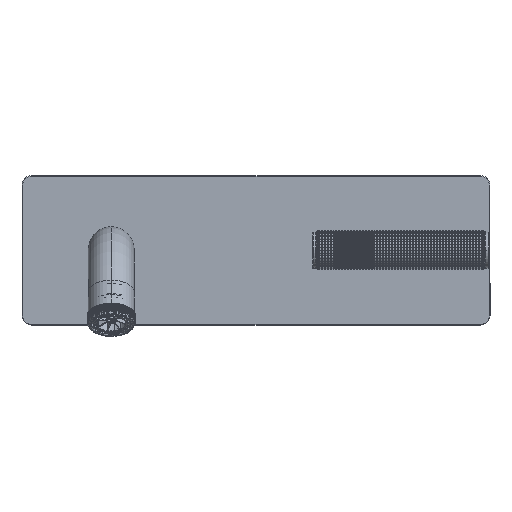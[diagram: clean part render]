
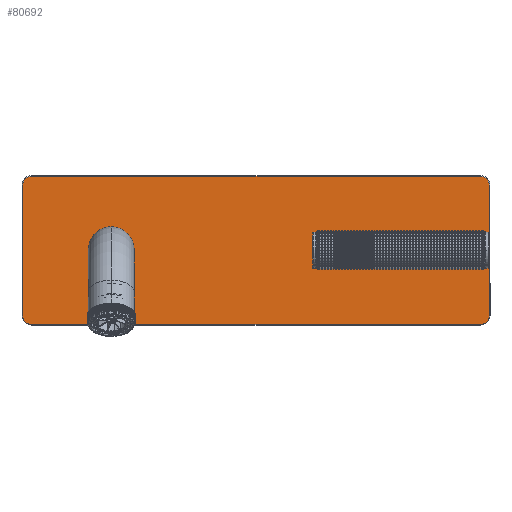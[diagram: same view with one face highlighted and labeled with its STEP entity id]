
A CAD part, top view. The second image highlights one B-rep face of the part: STEP entity #80692.
In plain terms, the highlighted planar face has unit normal (0, 0, 1).
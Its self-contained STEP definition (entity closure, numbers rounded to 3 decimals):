
#192 = AXIS2_PLACEMENT_3D ( 'NONE', #229200, #184665, #308312 ) ;
#4197 = VERTEX_POINT ( 'NONE', #219117 ) ;
#5968 = EDGE_LOOP ( 'NONE', ( #75504, #278715 ) ) ;
#7111 = ORIENTED_EDGE ( 'NONE', *, *, #300770, .T. ) ;
#7821 = VERTEX_POINT ( 'NONE', #144438 ) ;
#8906 = AXIS2_PLACEMENT_3D ( 'NONE', #267929, #23780, #137865 ) ;
#8940 = ORIENTED_EDGE ( 'NONE', *, *, #325609, .T. ) ;
#10979 = LINE ( 'NONE', #198959, #179676 ) ;
#11438 = AXIS2_PLACEMENT_3D ( 'NONE', #11908, #231424, #171813 ) ;
#11908 = CARTESIAN_POINT ( 'NONE',  ( 120., 0., 77. ) ) ;
#19708 = EDGE_CURVE ( 'NONE', #199011, #268838, #174312, .T. ) ;
#22585 = EDGE_CURVE ( 'NONE', #42857, #107411, #54237, .T. ) ;
#22978 = LINE ( 'NONE', #102092, #110726 ) ;
#23780 = DIRECTION ( 'NONE',  ( 0., 0., 1. ) ) ;
#27643 = FACE_BOUND ( 'NONE', #5968, .T. ) ;
#42857 = VERTEX_POINT ( 'NONE', #326406 ) ;
#43195 = ORIENTED_EDGE ( 'NONE', *, *, #124432, .T. ) ;
#52959 = VECTOR ( 'NONE', #62807, 1000. ) ;
#54237 = CIRCLE ( 'NONE', #278745, 7.8 ) ;
#62807 = DIRECTION ( 'NONE',  ( 0., 1., 0. ) ) ;
#70468 = ORIENTED_EDGE ( 'NONE', *, *, #19708, .T. ) ;
#75504 = ORIENTED_EDGE ( 'NONE', *, *, #22585, .T. ) ;
#80692 = ADVANCED_FACE ( 'NONE', ( #245432, #213912, #27643 ), #168124, .F. ) ;
#85650 = EDGE_CURVE ( 'NONE', #7821, #308911, #313974, .T. ) ;
#94980 = AXIS2_PLACEMENT_3D ( 'NONE', #215068, #99783, #206883 ) ;
#95953 = ORIENTED_EDGE ( 'NONE', *, *, #342281, .T. ) ;
#98574 = AXIS2_PLACEMENT_3D ( 'NONE', #110194, #242015, #215617 ) ;
#99783 = DIRECTION ( 'NONE',  ( 0., 0., -1. ) ) ;
#102092 = CARTESIAN_POINT ( 'NONE',  ( -33., 30.7, 77. ) ) ;
#103424 = DIRECTION ( 'NONE',  ( 0., 0., 1. ) ) ;
#104112 = VERTEX_POINT ( 'NONE', #210809 ) ;
#104427 = CARTESIAN_POINT ( 'NONE',  ( -33., -30.7, 77. ) ) ;
#105943 = CARTESIAN_POINT ( 'NONE',  ( -33., -27., 77. ) ) ;
#106764 = VERTEX_POINT ( 'NONE', #193279 ) ;
#107013 = CIRCLE ( 'NONE', #11438, 7.05 ) ;
#107411 = VERTEX_POINT ( 'NONE', #266348 ) ;
#110194 = CARTESIAN_POINT ( 'NONE',  ( -33., 27., 77. ) ) ;
#110726 = VECTOR ( 'NONE', #130173, 1000. ) ;
#124432 = EDGE_CURVE ( 'NONE', #104112, #282817, #249139, .T. ) ;
#125959 = DIRECTION ( 'NONE',  ( -1., 0., 0. ) ) ;
#126840 = CIRCLE ( 'NONE', #8906, 3.7 ) ;
#127615 = AXIS2_PLACEMENT_3D ( 'NONE', #147985, #141084, #251669 ) ;
#130173 = DIRECTION ( 'NONE',  ( -1., 0., 0. ) ) ;
#134203 = CARTESIAN_POINT ( 'NONE',  ( -33., 30.7, 77. ) ) ;
#136521 = EDGE_CURVE ( 'NONE', #268838, #104112, #220957, .T. ) ;
#137865 = DIRECTION ( 'NONE',  ( -1., 0., 0. ) ) ;
#141084 = DIRECTION ( 'NONE',  ( 0., 0., -1. ) ) ;
#143977 = EDGE_CURVE ( 'NONE', #326280, #280465, #126840, .T. ) ;
#144438 = CARTESIAN_POINT ( 'NONE',  ( 112.95, 0., 77. ) ) ;
#147985 = CARTESIAN_POINT ( 'NONE',  ( 0., 0., 77. ) ) ;
#149994 = EDGE_LOOP ( 'NONE', ( #43195, #7111, #333248, #211160, #95953, #195653, #70468, #330905 ) ) ;
#156964 = DIRECTION ( 'NONE',  ( -1., 0., 0. ) ) ;
#160840 = EDGE_CURVE ( 'NONE', #4197, #199011, #231016, .T. ) ;
#166524 = CARTESIAN_POINT ( 'NONE',  ( 156.7, 27., 77. ) ) ;
#168124 = PLANE ( 'NONE',  #98574 ) ;
#171813 = DIRECTION ( 'NONE',  ( -1., 0., 0. ) ) ;
#174215 = CARTESIAN_POINT ( 'NONE',  ( 156.7, -27., 77. ) ) ;
#174312 = CIRCLE ( 'NONE', #192, 3.7 ) ;
#177971 = VECTOR ( 'NONE', #181746, 1000. ) ;
#179676 = VECTOR ( 'NONE', #306177, 1000. ) ;
#181746 = DIRECTION ( 'NONE',  ( 1., 0., 0. ) ) ;
#184665 = DIRECTION ( 'NONE',  ( 0., 0., 1. ) ) ;
#185925 = DIRECTION ( 'NONE',  ( -1., 0., 0. ) ) ;
#193279 = CARTESIAN_POINT ( 'NONE',  ( -36.7, -27., 77. ) ) ;
#195653 = ORIENTED_EDGE ( 'NONE', *, *, #160840, .T. ) ;
#198959 = CARTESIAN_POINT ( 'NONE',  ( -36.7, 27., 77. ) ) ;
#199011 = VERTEX_POINT ( 'NONE', #240834 ) ;
#203280 = CARTESIAN_POINT ( 'NONE',  ( 0., 0., 77. ) ) ;
#205000 = DIRECTION ( 'NONE',  ( 0., 0., -1. ) ) ;
#206883 = DIRECTION ( 'NONE',  ( -1., 0., 0. ) ) ;
#210809 = CARTESIAN_POINT ( 'NONE',  ( 156.7, 27., 77. ) ) ;
#211160 = ORIENTED_EDGE ( 'NONE', *, *, #214476, .T. ) ;
#213912 = FACE_OUTER_BOUND ( 'NONE', #149994, .T. ) ;
#214476 = EDGE_CURVE ( 'NONE', #280465, #106764, #10979, .T. ) ;
#215068 = CARTESIAN_POINT ( 'NONE',  ( 120., 0., 77. ) ) ;
#215617 = DIRECTION ( 'NONE',  ( -1., 0., 0. ) ) ;
#219117 = CARTESIAN_POINT ( 'NONE',  ( -33., -30.7, 77. ) ) ;
#219929 = AXIS2_PLACEMENT_3D ( 'NONE', #105943, #293930, #156964 ) ;
#220957 = LINE ( 'NONE', #166524, #52959 ) ;
#229200 = CARTESIAN_POINT ( 'NONE',  ( 153., -27., 77. ) ) ;
#231016 = LINE ( 'NONE', #104427, #177971 ) ;
#231424 = DIRECTION ( 'NONE',  ( 0., 0., -1. ) ) ;
#236929 = CARTESIAN_POINT ( 'NONE',  ( 153., 27., 77. ) ) ;
#240834 = CARTESIAN_POINT ( 'NONE',  ( 153., -30.7, 77. ) ) ;
#242015 = DIRECTION ( 'NONE',  ( 0., 0., -1. ) ) ;
#245119 = EDGE_CURVE ( 'NONE', #107411, #42857, #279072, .T. ) ;
#245432 = FACE_BOUND ( 'NONE', #252821, .T. ) ;
#249139 = CIRCLE ( 'NONE', #277260, 3.7 ) ;
#249245 = CARTESIAN_POINT ( 'NONE',  ( 153., 30.7, 77. ) ) ;
#251669 = DIRECTION ( 'NONE',  ( -1., 0., 0. ) ) ;
#252821 = EDGE_LOOP ( 'NONE', ( #253430, #8940 ) ) ;
#253430 = ORIENTED_EDGE ( 'NONE', *, *, #85650, .T. ) ;
#266348 = CARTESIAN_POINT ( 'NONE',  ( -7.8, 0., 77. ) ) ;
#267929 = CARTESIAN_POINT ( 'NONE',  ( -33., 27., 77. ) ) ;
#268838 = VERTEX_POINT ( 'NONE', #174215 ) ;
#277260 = AXIS2_PLACEMENT_3D ( 'NONE', #236929, #103424, #185925 ) ;
#278715 = ORIENTED_EDGE ( 'NONE', *, *, #245119, .T. ) ;
#278745 = AXIS2_PLACEMENT_3D ( 'NONE', #203280, #205000, #125959 ) ;
#279072 = CIRCLE ( 'NONE', #127615, 7.8 ) ;
#279545 = CARTESIAN_POINT ( 'NONE',  ( -36.7, 27., 77. ) ) ;
#280465 = VERTEX_POINT ( 'NONE', #279545 ) ;
#282817 = VERTEX_POINT ( 'NONE', #249245 ) ;
#290530 = CARTESIAN_POINT ( 'NONE',  ( 127.05, 0., 77. ) ) ;
#293930 = DIRECTION ( 'NONE',  ( 0., 0., 1. ) ) ;
#298473 = CIRCLE ( 'NONE', #219929, 3.7 ) ;
#300770 = EDGE_CURVE ( 'NONE', #282817, #326280, #22978, .T. ) ;
#306177 = DIRECTION ( 'NONE',  ( 0., -1., 0. ) ) ;
#308312 = DIRECTION ( 'NONE',  ( -1., 0., 0. ) ) ;
#308911 = VERTEX_POINT ( 'NONE', #290530 ) ;
#313974 = CIRCLE ( 'NONE', #94980, 7.05 ) ;
#325609 = EDGE_CURVE ( 'NONE', #308911, #7821, #107013, .T. ) ;
#326280 = VERTEX_POINT ( 'NONE', #134203 ) ;
#326406 = CARTESIAN_POINT ( 'NONE',  ( 7.8, 0., 77. ) ) ;
#330905 = ORIENTED_EDGE ( 'NONE', *, *, #136521, .T. ) ;
#333248 = ORIENTED_EDGE ( 'NONE', *, *, #143977, .T. ) ;
#342281 = EDGE_CURVE ( 'NONE', #106764, #4197, #298473, .T. ) ;
